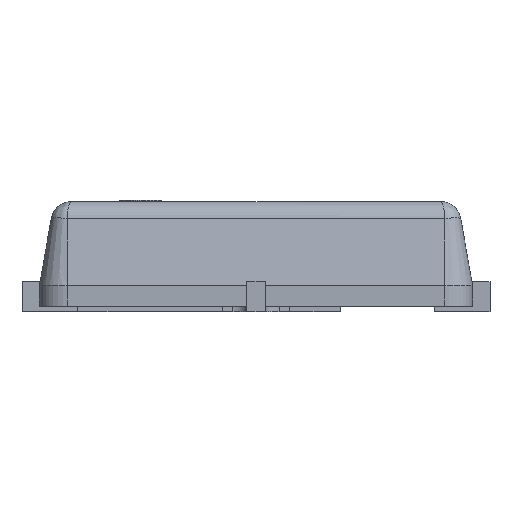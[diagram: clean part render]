
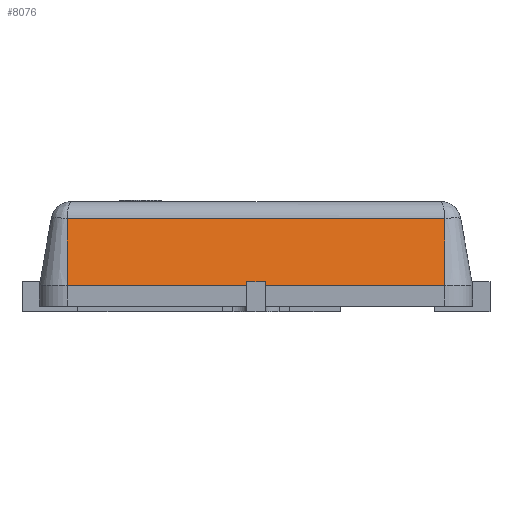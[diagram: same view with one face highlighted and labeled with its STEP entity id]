
A CAD part, left-side view. The second image highlights one B-rep face of the part: STEP entity #8076.
In plain terms, the highlighted planar face has unit normal (-0.985, 0, 0.174).
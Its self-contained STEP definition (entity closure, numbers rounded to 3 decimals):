
#869 = VECTOR ( 'NONE', #2535, 1000. ) ;
#894 = ORIENTED_EDGE ( 'NONE', *, *, #19894, .F. ) ;
#935 = EDGE_LOOP ( 'NONE', ( #6053, #19155, #20142, #4455, #14294, #8253, #9037, #894 ) ) ;
#1060 = CARTESIAN_POINT ( 'NONE',  ( -1.491, -1.35, 0.626 ) ) ;
#1174 = VECTOR ( 'NONE', #10196, 1000. ) ;
#1211 = LINE ( 'NONE', #12811, #7892 ) ;
#1231 = FACE_OUTER_BOUND ( 'NONE', #935, .T. ) ;
#1447 = VERTEX_POINT ( 'NONE', #20152 ) ;
#1480 = CARTESIAN_POINT ( 'NONE',  ( -1.571, 0.065, 0.175 ) ) ;
#1665 = VERTEX_POINT ( 'NONE', #18126 ) ;
#1853 = EDGE_CURVE ( 'NONE', #15260, #1447, #5285, .T. ) ;
#1986 = EDGE_CURVE ( 'NONE', #15618, #12326, #4380, .T. ) ;
#2137 = DIRECTION ( 'NONE',  ( 0., -1., 0. ) ) ;
#2252 = CARTESIAN_POINT ( 'NONE',  ( -1.491, 1.35, 0.626 ) ) ;
#2478 = VECTOR ( 'NONE', #5862, 1000. ) ;
#2535 = DIRECTION ( 'NONE',  ( 0., 1., 0. ) ) ;
#2606 = DIRECTION ( 'NONE',  ( -0.985, 0., 0.174 ) ) ;
#3029 = DIRECTION ( 'NONE',  ( 0.174, 0., 0.985 ) ) ;
#3981 = DIRECTION ( 'NONE',  ( 0.174, 0., 0.985 ) ) ;
#4380 = LINE ( 'NONE', #10295, #10705 ) ;
#4455 = ORIENTED_EDGE ( 'NONE', *, *, #19279, .T. ) ;
#5070 = EDGE_CURVE ( 'NONE', #8784, #16195, #11288, .T. ) ;
#5081 = CARTESIAN_POINT ( 'NONE',  ( -1.575, -1.35, 0.15 ) ) ;
#5285 = LINE ( 'NONE', #5081, #17434 ) ;
#5318 = VECTOR ( 'NONE', #19305, 1000. ) ;
#5862 = DIRECTION ( 'NONE',  ( 0., -1., 0. ) ) ;
#6053 = ORIENTED_EDGE ( 'NONE', *, *, #5070, .F. ) ;
#6838 = VECTOR ( 'NONE', #3981, 1000. ) ;
#7101 = LINE ( 'NONE', #2252, #1174 ) ;
#7892 = VECTOR ( 'NONE', #15881, 1000. ) ;
#8076 = ADVANCED_FACE ( 'NONE', ( #1231 ), #9461, .T. ) ;
#8214 = EDGE_CURVE ( 'NONE', #12326, #11015, #18629, .T. ) ;
#8253 = ORIENTED_EDGE ( 'NONE', *, *, #1986, .T. ) ;
#8744 = CARTESIAN_POINT ( 'NONE',  ( -1.575, -1.35, 0.15 ) ) ;
#8784 = VERTEX_POINT ( 'NONE', #11591 ) ;
#8961 = EDGE_CURVE ( 'NONE', #1665, #15618, #1211, .T. ) ;
#9037 = ORIENTED_EDGE ( 'NONE', *, *, #8214, .T. ) ;
#9461 = PLANE ( 'NONE',  #14261 ) ;
#10086 = CARTESIAN_POINT ( 'NONE',  ( -1.575, 0.065, 0.15 ) ) ;
#10196 = DIRECTION ( 'NONE',  ( 0., 1., 0. ) ) ;
#10295 = CARTESIAN_POINT ( 'NONE',  ( -1.575, -1.35, 0.15 ) ) ;
#10705 = VECTOR ( 'NONE', #2137, 1000. ) ;
#11015 = VERTEX_POINT ( 'NONE', #1480 ) ;
#11288 = LINE ( 'NONE', #19713, #5318 ) ;
#11564 = DIRECTION ( 'NONE',  ( -0.174, 0., -0.985 ) ) ;
#11591 = CARTESIAN_POINT ( 'NONE',  ( -1.575, -0.065, 0.15 ) ) ;
#12326 = VERTEX_POINT ( 'NONE', #18450 ) ;
#12811 = CARTESIAN_POINT ( 'NONE',  ( -1.575, 1.35, 0.15 ) ) ;
#14261 = AXIS2_PLACEMENT_3D ( 'NONE', #18865, #2606, #3029 ) ;
#14294 = ORIENTED_EDGE ( 'NONE', *, *, #8961, .T. ) ;
#14581 = CARTESIAN_POINT ( 'NONE',  ( -1.571, -0.065, 0.175 ) ) ;
#15260 = VERTEX_POINT ( 'NONE', #1060 ) ;
#15618 = VERTEX_POINT ( 'NONE', #17498 ) ;
#15619 = CARTESIAN_POINT ( 'NONE',  ( -1.571, 1.35, 0.175 ) ) ;
#15881 = DIRECTION ( 'NONE',  ( -0.174, 0., -0.985 ) ) ;
#16195 = VERTEX_POINT ( 'NONE', #14581 ) ;
#16997 = LINE ( 'NONE', #15619, #869 ) ;
#17434 = VECTOR ( 'NONE', #11564, 1000. ) ;
#17498 = CARTESIAN_POINT ( 'NONE',  ( -1.575, 1.35, 0.15 ) ) ;
#18126 = CARTESIAN_POINT ( 'NONE',  ( -1.491, 1.35, 0.626 ) ) ;
#18450 = CARTESIAN_POINT ( 'NONE',  ( -1.575, 0.065, 0.15 ) ) ;
#18457 = LINE ( 'NONE', #8744, #2478 ) ;
#18462 = EDGE_CURVE ( 'NONE', #8784, #1447, #18457, .T. ) ;
#18629 = LINE ( 'NONE', #10086, #6838 ) ;
#18865 = CARTESIAN_POINT ( 'NONE',  ( -1.575, 1.35, 0.15 ) ) ;
#19155 = ORIENTED_EDGE ( 'NONE', *, *, #18462, .T. ) ;
#19279 = EDGE_CURVE ( 'NONE', #15260, #1665, #7101, .T. ) ;
#19305 = DIRECTION ( 'NONE',  ( 0.174, 0., 0.985 ) ) ;
#19713 = CARTESIAN_POINT ( 'NONE',  ( -1.575, -0.065, 0.15 ) ) ;
#19894 = EDGE_CURVE ( 'NONE', #16195, #11015, #16997, .T. ) ;
#20142 = ORIENTED_EDGE ( 'NONE', *, *, #1853, .F. ) ;
#20152 = CARTESIAN_POINT ( 'NONE',  ( -1.575, -1.35, 0.15 ) ) ;
